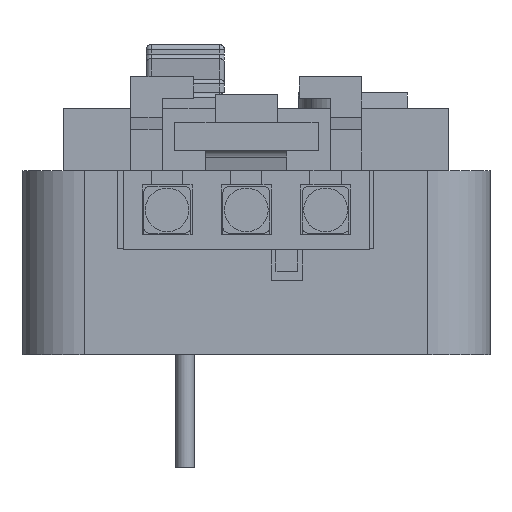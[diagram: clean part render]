
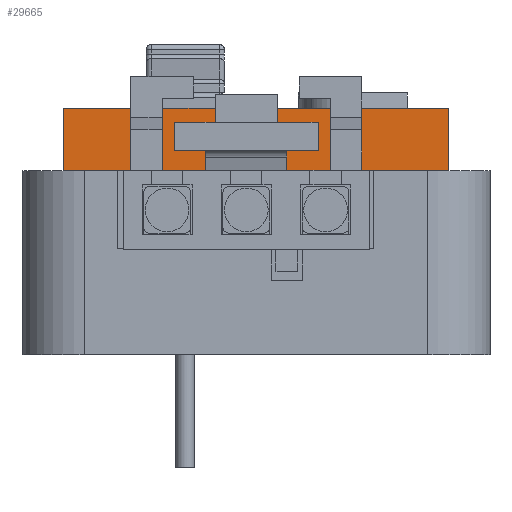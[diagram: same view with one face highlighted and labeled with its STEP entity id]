
A CAD part, left-side view. The second image highlights one B-rep face of the part: STEP entity #29665.
In plain terms, the highlighted planar face has unit normal (-1, 0, 0).
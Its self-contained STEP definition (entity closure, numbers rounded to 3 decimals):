
#27714 = PLANE('',#27715);
#27715 = AXIS2_PLACEMENT_3D('',#27716,#27717,#27718);
#27716 = CARTESIAN_POINT('',(0.,2.,3.7));
#27717 = DIRECTION('',(0.,0.,1.));
#27718 = DIRECTION('',(1.,0.,0.));
#28165 = VERTEX_POINT('',#28166);
#28166 = CARTESIAN_POINT('',(7.389,1.326,3.7));
#28180 = PLANE('',#28181);
#28181 = AXIS2_PLACEMENT_3D('',#28182,#28183,#28184);
#28182 = CARTESIAN_POINT('',(19.213,1.326,3.7));
#28183 = DIRECTION('',(0.,-1.,0.));
#28184 = DIRECTION('',(-1.,0.,0.));
#28192 = EDGE_CURVE('',#28165,#28193,#28195,.T.);
#28193 = VERTEX_POINT('',#28194);
#28194 = CARTESIAN_POINT('',(7.389,13.664,3.7));
#28195 = SURFACE_CURVE('',#28196,(#28200,#28207),.PCURVE_S1.);
#28196 = LINE('',#28197,#28198);
#28197 = CARTESIAN_POINT('',(7.389,1.326,3.7));
#28198 = VECTOR('',#28199,1.);
#28199 = DIRECTION('',(0.,1.,0.));
#28200 = PCURVE('',#27714,#28201);
#28201 = DEFINITIONAL_REPRESENTATION('',(#28202),#28206);
#28202 = LINE('',#28203,#28204);
#28203 = CARTESIAN_POINT('',(7.389,-0.674));
#28204 = VECTOR('',#28205,1.);
#28205 = DIRECTION('',(0.,1.));
#28206 = ( GEOMETRIC_REPRESENTATION_CONTEXT(2) 
PARAMETRIC_REPRESENTATION_CONTEXT() REPRESENTATION_CONTEXT('2D SPACE',''
  ) );
#28207 = PCURVE('',#28208,#28213);
#28208 = PLANE('',#28209);
#28209 = AXIS2_PLACEMENT_3D('',#28210,#28211,#28212);
#28210 = CARTESIAN_POINT('',(7.389,1.326,3.7));
#28211 = DIRECTION('',(-1.,0.,0.));
#28212 = DIRECTION('',(0.,1.,0.));
#28213 = DEFINITIONAL_REPRESENTATION('',(#28214),#28218);
#28214 = LINE('',#28215,#28216);
#28215 = CARTESIAN_POINT('',(0.,0.));
#28216 = VECTOR('',#28217,1.);
#28217 = DIRECTION('',(1.,0.));
#28218 = ( GEOMETRIC_REPRESENTATION_CONTEXT(2) 
PARAMETRIC_REPRESENTATION_CONTEXT() REPRESENTATION_CONTEXT('2D SPACE',''
  ) );
#28236 = PLANE('',#28237);
#28237 = AXIS2_PLACEMENT_3D('',#28238,#28239,#28240);
#28238 = CARTESIAN_POINT('',(7.389,13.664,3.7));
#28239 = DIRECTION('',(0.,1.,0.));
#28240 = DIRECTION('',(1.,0.,0.));
#29484 = PLANE('',#29485);
#29485 = AXIS2_PLACEMENT_3D('',#29486,#29487,#29488);
#29486 = CARTESIAN_POINT('',(19.213,1.326,5.7));
#29487 = DIRECTION('',(0.,0.,1.));
#29488 = DIRECTION('',(1.,0.,0.));
#29620 = EDGE_CURVE('',#28193,#29621,#29623,.T.);
#29621 = VERTEX_POINT('',#29622);
#29622 = CARTESIAN_POINT('',(7.389,13.664,5.7));
#29623 = SURFACE_CURVE('',#29624,(#29628,#29635),.PCURVE_S1.);
#29624 = LINE('',#29625,#29626);
#29625 = CARTESIAN_POINT('',(7.389,13.664,3.7));
#29626 = VECTOR('',#29627,1.);
#29627 = DIRECTION('',(0.,0.,1.));
#29628 = PCURVE('',#28236,#29629);
#29629 = DEFINITIONAL_REPRESENTATION('',(#29630),#29634);
#29630 = LINE('',#29631,#29632);
#29631 = CARTESIAN_POINT('',(0.,0.));
#29632 = VECTOR('',#29633,1.);
#29633 = DIRECTION('',(0.,-1.));
#29634 = ( GEOMETRIC_REPRESENTATION_CONTEXT(2) 
PARAMETRIC_REPRESENTATION_CONTEXT() REPRESENTATION_CONTEXT('2D SPACE',''
  ) );
#29635 = PCURVE('',#28208,#29636);
#29636 = DEFINITIONAL_REPRESENTATION('',(#29637),#29641);
#29637 = LINE('',#29638,#29639);
#29638 = CARTESIAN_POINT('',(12.338,0.));
#29639 = VECTOR('',#29640,1.);
#29640 = DIRECTION('',(0.,-1.));
#29641 = ( GEOMETRIC_REPRESENTATION_CONTEXT(2) 
PARAMETRIC_REPRESENTATION_CONTEXT() REPRESENTATION_CONTEXT('2D SPACE',''
  ) );
#29665 = ADVANCED_FACE('',(#29666),#28208,.T.);
#29666 = FACE_BOUND('',#29667,.T.);
#29667 = EDGE_LOOP('',(#29668,#29691,#29712,#29713));
#29668 = ORIENTED_EDGE('',*,*,#29669,.T.);
#29669 = EDGE_CURVE('',#28165,#29670,#29672,.T.);
#29670 = VERTEX_POINT('',#29671);
#29671 = CARTESIAN_POINT('',(7.389,1.326,5.7));
#29672 = SURFACE_CURVE('',#29673,(#29677,#29684),.PCURVE_S1.);
#29673 = LINE('',#29674,#29675);
#29674 = CARTESIAN_POINT('',(7.389,1.326,3.7));
#29675 = VECTOR('',#29676,1.);
#29676 = DIRECTION('',(0.,0.,1.));
#29677 = PCURVE('',#28208,#29678);
#29678 = DEFINITIONAL_REPRESENTATION('',(#29679),#29683);
#29679 = LINE('',#29680,#29681);
#29680 = CARTESIAN_POINT('',(0.,0.));
#29681 = VECTOR('',#29682,1.);
#29682 = DIRECTION('',(0.,-1.));
#29683 = ( GEOMETRIC_REPRESENTATION_CONTEXT(2) 
PARAMETRIC_REPRESENTATION_CONTEXT() REPRESENTATION_CONTEXT('2D SPACE',''
  ) );
#29684 = PCURVE('',#28180,#29685);
#29685 = DEFINITIONAL_REPRESENTATION('',(#29686),#29690);
#29686 = LINE('',#29687,#29688);
#29687 = CARTESIAN_POINT('',(11.824,0.));
#29688 = VECTOR('',#29689,1.);
#29689 = DIRECTION('',(0.,-1.));
#29690 = ( GEOMETRIC_REPRESENTATION_CONTEXT(2) 
PARAMETRIC_REPRESENTATION_CONTEXT() REPRESENTATION_CONTEXT('2D SPACE',''
  ) );
#29691 = ORIENTED_EDGE('',*,*,#29692,.T.);
#29692 = EDGE_CURVE('',#29670,#29621,#29693,.T.);
#29693 = SURFACE_CURVE('',#29694,(#29698,#29705),.PCURVE_S1.);
#29694 = LINE('',#29695,#29696);
#29695 = CARTESIAN_POINT('',(7.389,1.326,5.7));
#29696 = VECTOR('',#29697,1.);
#29697 = DIRECTION('',(0.,1.,0.));
#29698 = PCURVE('',#28208,#29699);
#29699 = DEFINITIONAL_REPRESENTATION('',(#29700),#29704);
#29700 = LINE('',#29701,#29702);
#29701 = CARTESIAN_POINT('',(0.,-2.));
#29702 = VECTOR('',#29703,1.);
#29703 = DIRECTION('',(1.,0.));
#29704 = ( GEOMETRIC_REPRESENTATION_CONTEXT(2) 
PARAMETRIC_REPRESENTATION_CONTEXT() REPRESENTATION_CONTEXT('2D SPACE',''
  ) );
#29705 = PCURVE('',#29484,#29706);
#29706 = DEFINITIONAL_REPRESENTATION('',(#29707),#29711);
#29707 = LINE('',#29708,#29709);
#29708 = CARTESIAN_POINT('',(-11.824,0.));
#29709 = VECTOR('',#29710,1.);
#29710 = DIRECTION('',(0.,1.));
#29711 = ( GEOMETRIC_REPRESENTATION_CONTEXT(2) 
PARAMETRIC_REPRESENTATION_CONTEXT() REPRESENTATION_CONTEXT('2D SPACE',''
  ) );
#29712 = ORIENTED_EDGE('',*,*,#29620,.F.);
#29713 = ORIENTED_EDGE('',*,*,#28192,.F.);
